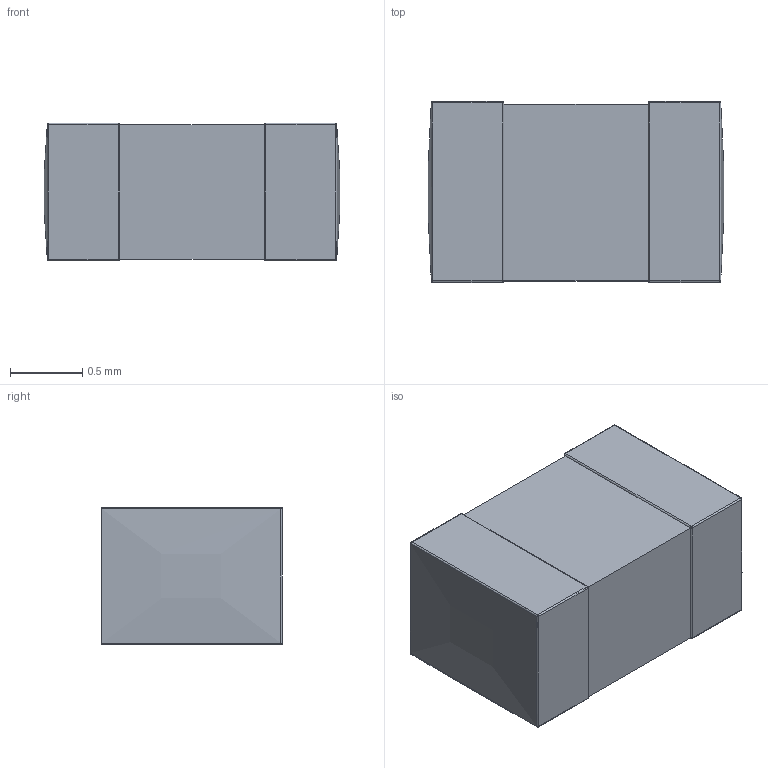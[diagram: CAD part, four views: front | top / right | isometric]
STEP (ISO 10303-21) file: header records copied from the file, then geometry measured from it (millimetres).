
FILE_DESCRIPTION (( 'STEP AP214' ), '1' );
FILE_NAME ('User Library-SMD Ceramic Capacitors_0805 (2012)_DL.STEP', '2019-06-11T11:39:05', ( '' ), ( '' ), 'SwSTEP 2.0', 'SolidWorks 2019', '' );
FILE_SCHEMA (( 'AUTOMOTIVE_DESIGN' ));
Length unit declared in the file: millimetre
Products named in the file (1): User Library-SMD Ceramic Capacitors_0805 (2012)_DL
Bounding box: 2.04 x 1.25 x 0.95 mm (x, y, z)
Volume: 2.3 mm3; surface area: 24.1 mm2
Topology: 3 solids, 3 shells, 62 faces, 128 edges, 64 vertices
Faces by surface type: plane 24, bspline 20, cylinder 18
Entity records: 1773 total; most frequent: CARTESIAN_POINT 585, ORIENTED_EDGE 240, DIRECTION 216, EDGE_CURVE 120, AXIS2_PLACEMENT_3D 75, VECTOR 66, LINE 66, VERTEX_POINT 64
